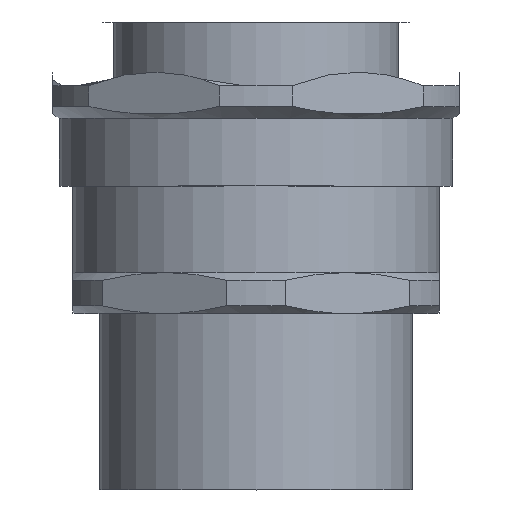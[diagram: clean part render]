
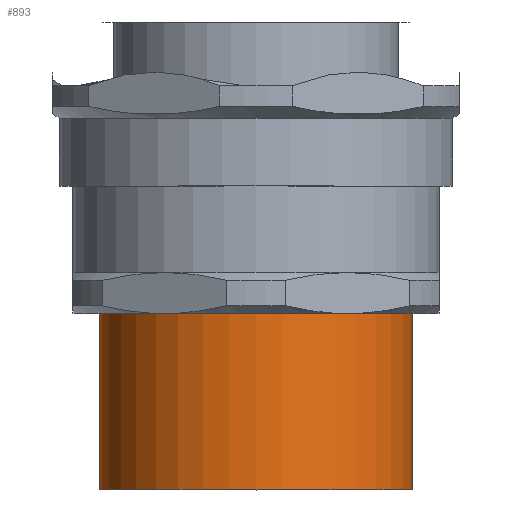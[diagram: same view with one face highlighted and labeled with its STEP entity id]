
A CAD part, top view. The second image highlights one B-rep face of the part: STEP entity #893.
In plain terms, the highlighted cylindrical face has radius 11.52 mm (diameter 23.04 mm), a full revolution.
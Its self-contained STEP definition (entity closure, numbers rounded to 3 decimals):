
#170=FACE_OUTER_BOUND('',#227,.T.);
#227=EDGE_LOOP('',(#734,#735,#736,#737));
#273=LINE('',#1503,#312);
#312=VECTOR('',#1194,11.52);
#347=CIRCLE('',#962,11.52);
#350=CIRCLE('',#967,11.52);
#405=VERTEX_POINT('',#1349);
#408=VERTEX_POINT('',#1358);
#490=EDGE_CURVE('',#405,#405,#347,.T.);
#494=EDGE_CURVE('',#408,#408,#350,.T.);
#542=EDGE_CURVE('',#405,#408,#273,.T.);
#734=ORIENTED_EDGE('',*,*,#490,.T.);
#735=ORIENTED_EDGE('',*,*,#542,.T.);
#736=ORIENTED_EDGE('',*,*,#494,.T.);
#737=ORIENTED_EDGE('',*,*,#542,.F.);
#853=CYLINDRICAL_SURFACE('',#1001,11.52);
#893=ADVANCED_FACE('',(#170),#853,.T.);
#962=AXIS2_PLACEMENT_3D('',#1350,#1101,#1102);
#967=AXIS2_PLACEMENT_3D('',#1359,#1112,#1113);
#1001=AXIS2_PLACEMENT_3D('',#1502,#1192,#1193);
#1101=DIRECTION('center_axis',(0.,-1.,0.));
#1102=DIRECTION('ref_axis',(-1.,0.,0.));
#1112=DIRECTION('center_axis',(0.,1.,0.));
#1113=DIRECTION('ref_axis',(-1.,0.,0.));
#1192=DIRECTION('center_axis',(0.,1.,0.));
#1193=DIRECTION('ref_axis',(-1.,0.,0.));
#1194=DIRECTION('',(0.,-1.,0.));
#1349=CARTESIAN_POINT('',(153.758,39.44,120.166));
#1350=CARTESIAN_POINT('Origin',(142.238,39.44,120.166));
#1358=CARTESIAN_POINT('',(153.758,26.44,120.166));
#1359=CARTESIAN_POINT('Origin',(142.238,26.44,120.166));
#1502=CARTESIAN_POINT('Origin',(142.238,32.94,120.166));
#1503=CARTESIAN_POINT('',(153.758,32.94,120.166));
